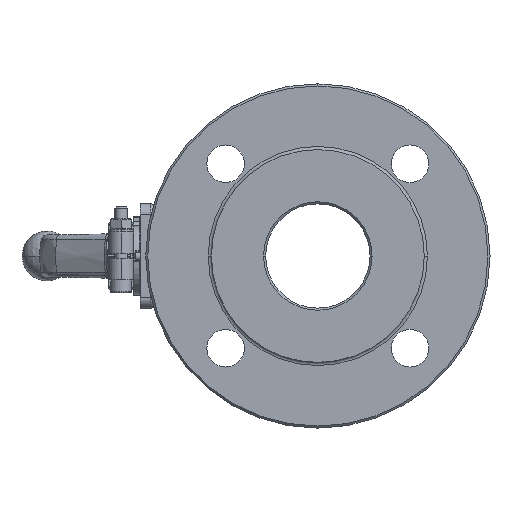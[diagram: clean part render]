
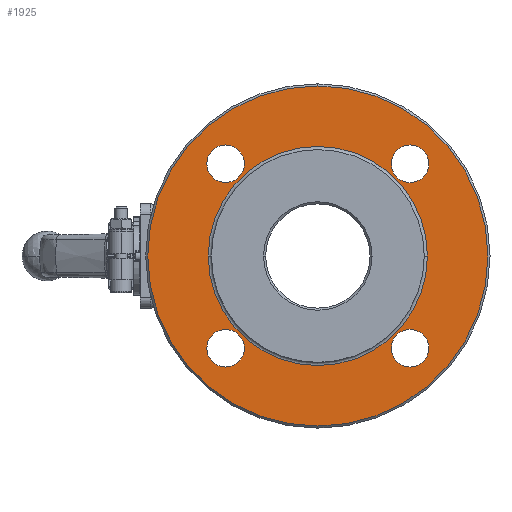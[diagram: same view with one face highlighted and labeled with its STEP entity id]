
A CAD part, left-side view. The second image highlights one B-rep face of the part: STEP entity #1925.
In plain terms, the highlighted planar face has unit normal (-1, 0, 0).
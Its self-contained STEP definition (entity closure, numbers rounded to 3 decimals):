
#1925=ADVANCED_FACE('',(#4077,#4078,#4079,#4080,#4081,#4082),#4083,.T.);
#4077=FACE_OUTER_BOUND('',#8078,.T.);
#4078=FACE_BOUND('',#8079,.T.);
#4079=FACE_BOUND('',#8080,.T.);
#4080=FACE_BOUND('',#8081,.T.);
#4081=FACE_BOUND('',#8082,.T.);
#4082=FACE_BOUND('',#8083,.T.);
#4083=PLANE('',#8084);
#8078=EDGE_LOOP('',(#14465,#14466));
#8079=EDGE_LOOP('',(#14467,#14468));
#8080=EDGE_LOOP('',(#14469,#14470));
#8081=EDGE_LOOP('',(#14471,#14472));
#8082=EDGE_LOOP('',(#14473,#14474));
#8083=EDGE_LOOP('',(#14475,#14476,#14477));
#8084=AXIS2_PLACEMENT_3D('',#14478,#14479,#14480);
#14465=ORIENTED_EDGE('',*,*,#16100,.F.);
#14466=ORIENTED_EDGE('',*,*,#18279,.F.);
#14467=ORIENTED_EDGE('',*,*,#16129,.T.);
#14468=ORIENTED_EDGE('',*,*,#18280,.T.);
#14469=ORIENTED_EDGE('',*,*,#16134,.T.);
#14470=ORIENTED_EDGE('',*,*,#18281,.T.);
#14471=ORIENTED_EDGE('',*,*,#16139,.T.);
#14472=ORIENTED_EDGE('',*,*,#18282,.T.);
#14473=ORIENTED_EDGE('',*,*,#16144,.T.);
#14474=ORIENTED_EDGE('',*,*,#18283,.T.);
#14475=ORIENTED_EDGE('',*,*,#16412,.F.);
#14476=ORIENTED_EDGE('',*,*,#16411,.F.);
#14477=ORIENTED_EDGE('',*,*,#18275,.F.);
#14478=CARTESIAN_POINT('',(-51.5,-1.25,-66.25));
#14479=DIRECTION('',(-1.0,0.0,0.0));
#14480=DIRECTION('',(0.0,1.0,0.));
#16100=EDGE_CURVE('',#18876,#18878,#18879,.T.);
#16129=EDGE_CURVE('',#18930,#18927,#18931,.T.);
#16134=EDGE_CURVE('',#18939,#18936,#18940,.T.);
#16139=EDGE_CURVE('',#18948,#18945,#18949,.T.);
#16144=EDGE_CURVE('',#18957,#18954,#18958,.T.);
#16411=EDGE_CURVE('',#19420,#19422,#19423,.T.);
#16412=EDGE_CURVE('',#19422,#19417,#19424,.T.);
#18275=EDGE_CURVE('',#19417,#19420,#22148,.T.);
#18279=EDGE_CURVE('',#18878,#18876,#22152,.T.);
#18280=EDGE_CURVE('',#18927,#18930,#22153,.T.);
#18281=EDGE_CURVE('',#18936,#18939,#22154,.T.);
#18282=EDGE_CURVE('',#18945,#18948,#22155,.T.);
#18283=EDGE_CURVE('',#18954,#18957,#22156,.T.);
#18876=VERTEX_POINT('',#23054);
#18878=VERTEX_POINT('',#23057);
#18879=CIRCLE('',#23058,81.5);
#18927=VERTEX_POINT('',#23117);
#18930=VERTEX_POINT('',#23121);
#18931=CIRCLE('',#23122,9.0);
#18936=VERTEX_POINT('',#23128);
#18939=VERTEX_POINT('',#23132);
#18940=CIRCLE('',#23133,9.0);
#18945=VERTEX_POINT('',#23139);
#18948=VERTEX_POINT('',#23143);
#18949=CIRCLE('',#23144,9.0);
#18954=VERTEX_POINT('',#23150);
#18957=VERTEX_POINT('',#23154);
#18958=CIRCLE('',#23155,9.0);
#19417=VERTEX_POINT('',#23901);
#19420=VERTEX_POINT('',#23904);
#19422=VERTEX_POINT('',#23906);
#19423=CIRCLE('',#23907,52.5);
#19424=CIRCLE('',#23908,52.5);
#22148=CIRCLE('',#29486,52.5);
#22152=CIRCLE('',#29490,81.5);
#22153=CIRCLE('',#29491,9.0);
#22154=CIRCLE('',#29492,9.0);
#22155=CIRCLE('',#29493,9.0);
#22156=CIRCLE('',#29494,9.0);
#23054=CARTESIAN_POINT('',(-51.5,-1.25,-81.5));
#23057=CARTESIAN_POINT('',(-51.5,-1.25,81.5));
#23058=AXIS2_PLACEMENT_3D('',#30547,#30548,#30549);
#23117=CARTESIAN_POINT('',(-51.5,-54.444,-44.194));
#23121=CARTESIAN_POINT('',(-51.5,-36.444,-44.194));
#23122=AXIS2_PLACEMENT_3D('',#30592,#30593,#30594);
#23128=CARTESIAN_POINT('',(-51.5,33.944,44.194));
#23132=CARTESIAN_POINT('',(-51.5,51.944,44.194));
#23133=AXIS2_PLACEMENT_3D('',#30600,#30601,#30602);
#23139=CARTESIAN_POINT('',(-51.5,33.944,-44.194));
#23143=CARTESIAN_POINT('',(-51.5,51.944,-44.194));
#23144=AXIS2_PLACEMENT_3D('',#30608,#30609,#30610);
#23150=CARTESIAN_POINT('',(-51.5,-54.444,44.194));
#23154=CARTESIAN_POINT('',(-51.5,-36.444,44.194));
#23155=AXIS2_PLACEMENT_3D('',#30616,#30617,#30618);
#23901=CARTESIAN_POINT('',(-51.5,-53.75,0.));
#23904=CARTESIAN_POINT('',(-51.5,51.25,0.));
#23906=CARTESIAN_POINT('',(-51.5,-1.25,-52.5));
#23907=AXIS2_PLACEMENT_3D('',#31014,#31015,#31016);
#23908=AXIS2_PLACEMENT_3D('',#31017,#31018,#31019);
#29486=AXIS2_PLACEMENT_3D('',#32844,#32845,#32846);
#29490=AXIS2_PLACEMENT_3D('',#32850,#32851,#32852);
#29491=AXIS2_PLACEMENT_3D('',#32853,#32854,#32855);
#29492=AXIS2_PLACEMENT_3D('',#32856,#32857,#32858);
#29493=AXIS2_PLACEMENT_3D('',#32859,#32860,#32861);
#29494=AXIS2_PLACEMENT_3D('',#32862,#32863,#32864);
#30547=CARTESIAN_POINT('',(-51.5,-1.25,0.));
#30548=DIRECTION('',(1.0,0.0,0.0));
#30549=DIRECTION('',(0.0,0.,-1.0));
#30592=CARTESIAN_POINT('',(-51.5,-45.444,-44.194));
#30593=DIRECTION('',(1.0,0.0,-0.0));
#30594=DIRECTION('',(0.0,1.0,0.));
#30600=CARTESIAN_POINT('',(-51.5,42.944,44.194));
#30601=DIRECTION('',(1.0,0.0,-0.0));
#30602=DIRECTION('',(0.0,1.0,0.));
#30608=CARTESIAN_POINT('',(-51.5,42.944,-44.194));
#30609=DIRECTION('',(1.0,0.0,-0.0));
#30610=DIRECTION('',(0.0,1.0,0.));
#30616=CARTESIAN_POINT('',(-51.5,-45.444,44.194));
#30617=DIRECTION('',(1.0,0.0,-0.0));
#30618=DIRECTION('',(0.0,1.0,0.));
#31014=CARTESIAN_POINT('',(-51.5,-1.25,0.));
#31015=DIRECTION('',(-1.0,0.0,0.0));
#31016=DIRECTION('',(0.0,0.,1.0));
#31017=CARTESIAN_POINT('',(-51.5,-1.25,0.));
#31018=DIRECTION('',(-1.0,0.0,0.0));
#31019=DIRECTION('',(0.0,0.,1.0));
#32844=CARTESIAN_POINT('',(-51.5,-1.25,0.));
#32845=DIRECTION('',(-1.0,0.0,0.0));
#32846=DIRECTION('',(0.0,0.,1.0));
#32850=CARTESIAN_POINT('',(-51.5,-1.25,0.));
#32851=DIRECTION('',(1.0,0.0,0.0));
#32852=DIRECTION('',(0.0,0.,-1.0));
#32853=CARTESIAN_POINT('',(-51.5,-45.444,-44.194));
#32854=DIRECTION('',(1.0,0.0,-0.0));
#32855=DIRECTION('',(0.0,1.0,0.));
#32856=CARTESIAN_POINT('',(-51.5,42.944,44.194));
#32857=DIRECTION('',(1.0,0.0,-0.0));
#32858=DIRECTION('',(0.0,1.0,0.));
#32859=CARTESIAN_POINT('',(-51.5,42.944,-44.194));
#32860=DIRECTION('',(1.0,0.0,-0.0));
#32861=DIRECTION('',(0.0,1.0,0.));
#32862=CARTESIAN_POINT('',(-51.5,-45.444,44.194));
#32863=DIRECTION('',(1.0,0.0,-0.0));
#32864=DIRECTION('',(0.0,1.0,0.));
